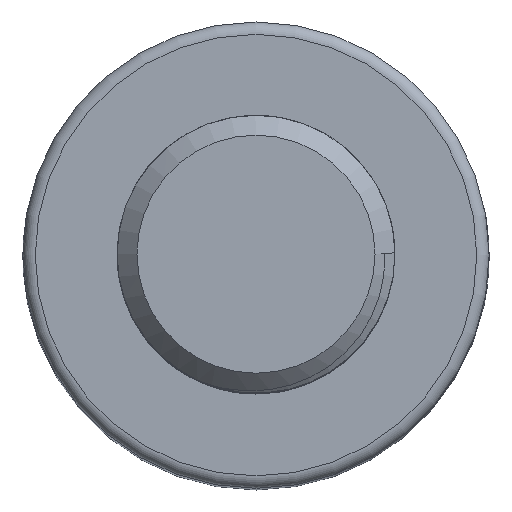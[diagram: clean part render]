
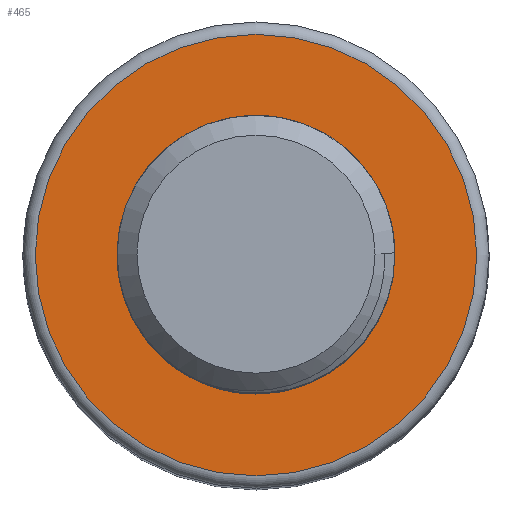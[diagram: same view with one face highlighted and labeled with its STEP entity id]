
A CAD part, top view. The second image highlights one B-rep face of the part: STEP entity #465.
In plain terms, the highlighted planar face has unit normal (0, 0, 1).
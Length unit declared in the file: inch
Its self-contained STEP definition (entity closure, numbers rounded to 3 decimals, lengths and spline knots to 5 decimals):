
#105 = DIRECTION ( 'NONE',  ( 0., 0., 1. ) ) ;
#107 = DIRECTION ( 'NONE',  ( 1., 0., 0. ) ) ;
#330 = CARTESIAN_POINT ( 'NONE',  ( 0., 0., 0.403 ) ) ;
#373 = CARTESIAN_POINT ( 'NONE',  ( 0., 0.089, 0.403 ) ) ;
#389 = PLANE ( 'NONE',  #3962 ) ;
#390 = DIRECTION ( 'NONE',  ( 0., 0., -1. ) ) ;
#391 = DIRECTION ( 'NONE',  ( -1., 0., 0. ) ) ;
#465 = ADVANCED_FACE ( 'NONE', ( #3908, #3912 ), #389, .F. ) ;
#860 = CARTESIAN_POINT ( 'NONE',  ( 0., 0., 0.403 ) ) ;
#861 = DIRECTION ( 'NONE',  ( 0., 0., 1. ) ) ;
#862 = DIRECTION ( 'NONE',  ( 1., 0., 0. ) ) ;
#903 = CARTESIAN_POINT ( 'NONE',  ( 0.056, 0., 0.403 ) ) ;
#913 = VERTEX_POINT ( 'NONE', #903 ) ;
#922 = VERTEX_POINT ( 'NONE', #923 ) ;
#923 = CARTESIAN_POINT ( 'NONE',  ( 0.089, 0., 0.403 ) ) ;
#2090 = EDGE_CURVE ( 'NONE', #913, #913, #3868, .T. ) ;
#2144 = EDGE_LOOP ( 'NONE', ( #2179 ) ) ;
#2145 = EDGE_LOOP ( 'NONE', ( #2180 ) ) ;
#2179 = ORIENTED_EDGE ( 'NONE', *, *, #2090, .F. ) ;
#2180 = ORIENTED_EDGE ( 'NONE', *, *, #3943, .T. ) ;
#2573 = CIRCLE ( 'NONE', #3998, 0.089 ) ;
#3868 = CIRCLE ( 'NONE', #3984, 0.056 ) ;
#3908 = FACE_BOUND ( 'NONE', #2144, .T. ) ;
#3912 = FACE_OUTER_BOUND ( 'NONE', #2145, .T. ) ;
#3943 = EDGE_CURVE ( 'NONE', #922, #922, #2573, .T. ) ;
#3962 = AXIS2_PLACEMENT_3D ( 'NONE', #373, #390, #391 ) ;
#3984 = AXIS2_PLACEMENT_3D ( 'NONE', #330, #105, #107 ) ;
#3998 = AXIS2_PLACEMENT_3D ( 'NONE', #860, #861, #862 ) ;
